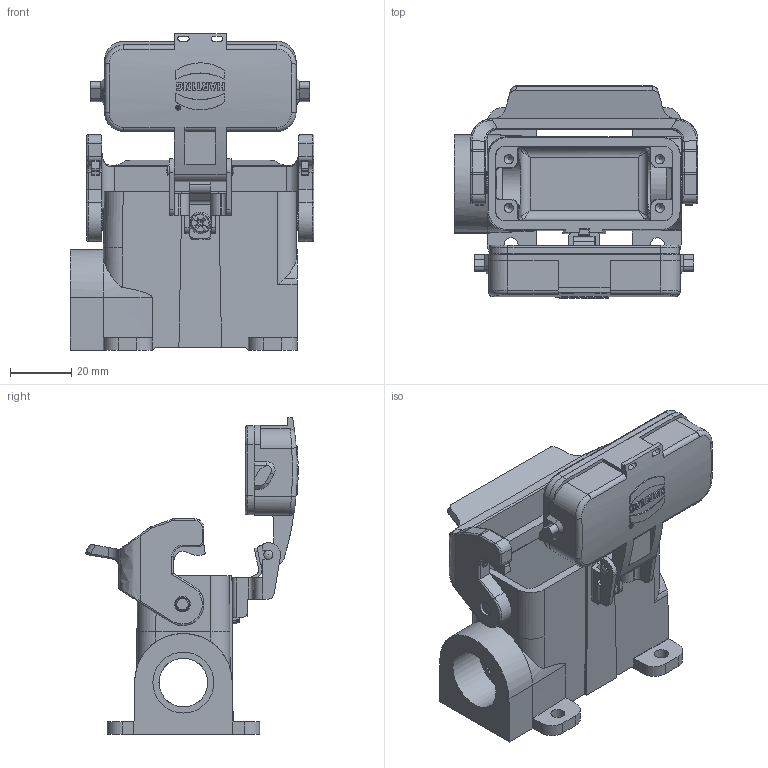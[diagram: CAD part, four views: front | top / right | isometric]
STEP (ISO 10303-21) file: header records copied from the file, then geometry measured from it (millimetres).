
FILE_DESCRIPTION(/* description */ (''),/* implementation_level */ '2;1');
FILE_NAME(/* name */ '100095179ugm000_d.stp',/* time_stamp */ '2017-12-18T10:10:42+01:00',/* author */ (''),/* organization */ (''),/* preprocessor_version */ 'ST-DEVELOPER v16',/* originating_system */ 'SIEMENS PLM Software NX 10.0',/* authorisation */ '');
FILE_SCHEMA (('AUTOMOTIVE_DESIGN { 1 0 10303 214 3 1 1 1 }'));
Length unit declared in the file: millimetre
Products named in the file (1): 100095179ugm000_d
Bounding box: 79.9 x 69.6 x 103.69 mm (x, y, z)
Volume: 70804.4 mm3; surface area: 43995.8 mm2
Topology: 3 solids, 3 shells, 865 faces, 2886 edges, 2634 vertices
Faces by surface type: plane 408, cylinder 247, bspline 136, cone 34, torus 22, extrusion 16, sphere 2
Full cylindrical faces by diameter (mm): 3 x6, 3.05 x1, 4 x3, 4.6 x4, 4.8 x2, 5.1 x2, 7 x3, 16 x1, 20 x2
Entity records: 39533 total; most frequent: CARTESIAN_POINT 13329, ORIENTED_EDGE 4392, DIRECTION 4006, EDGE_CURVE 2196, VERTEX_POINT 1407, VECTOR 1344, AXIS2_PLACEMENT_3D 1331, LINE 1328
